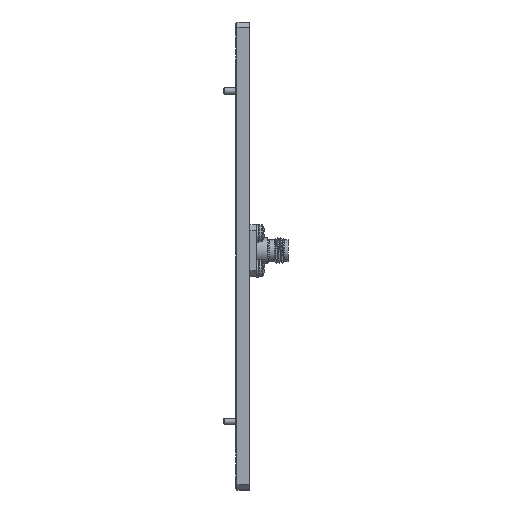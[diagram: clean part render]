
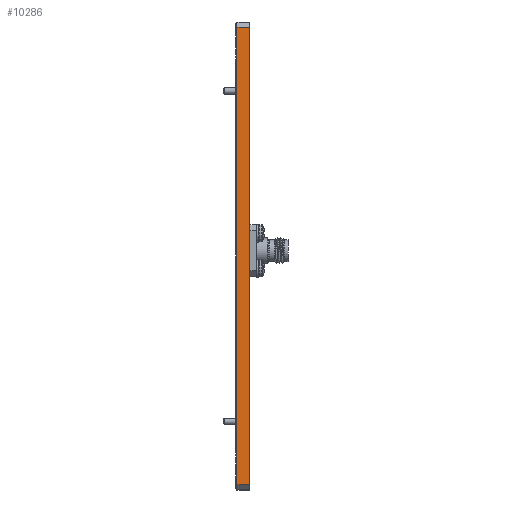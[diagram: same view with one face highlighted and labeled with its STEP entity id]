
A CAD part, left-side view. The second image highlights one B-rep face of the part: STEP entity #10286.
In plain terms, the highlighted planar face has unit normal (-1, 0, 0).
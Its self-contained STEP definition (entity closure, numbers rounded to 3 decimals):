
#123 = DIRECTION ( 'NONE',  ( 0., 0., 1. ) ) ;
#355 = VECTOR ( 'NONE', #123, 1000. ) ;
#586 = CARTESIAN_POINT ( 'NONE',  ( -128.247, 13.577, -42.973 ) ) ;
#1615 = CARTESIAN_POINT ( 'NONE',  ( -128.247, 13.577, 69.549 ) ) ;
#1701 = CARTESIAN_POINT ( 'NONE',  ( -128.247, 13.577, 70.819 ) ) ;
#1716 = EDGE_LOOP ( 'NONE', ( #13291, #6015, #2892, #10400 ) ) ;
#2263 = CARTESIAN_POINT ( 'NONE',  ( -128.247, 10.402, 70.819 ) ) ;
#2386 = AXIS2_PLACEMENT_3D ( 'NONE', #1701, #6037, #8401 ) ;
#2692 = FACE_OUTER_BOUND ( 'NONE', #1716, .T. ) ;
#2892 = ORIENTED_EDGE ( 'NONE', *, *, #4961, .T. ) ;
#3104 = DIRECTION ( 'NONE',  ( 0., 0., 1. ) ) ;
#3229 = EDGE_CURVE ( 'NONE', #9463, #7324, #7656, .T. ) ;
#3571 = CARTESIAN_POINT ( 'NONE',  ( -128.247, 10.402, -42.973 ) ) ;
#4961 = EDGE_CURVE ( 'NONE', #14611, #11474, #10360, .T. ) ;
#5442 = CARTESIAN_POINT ( 'NONE',  ( -128.247, 13.577, 70.819 ) ) ;
#5809 = CARTESIAN_POINT ( 'NONE',  ( -128.247, 13.577, -42.973 ) ) ;
#6015 = ORIENTED_EDGE ( 'NONE', *, *, #7828, .T. ) ;
#6037 = DIRECTION ( 'NONE',  ( 1., 0., 0. ) ) ;
#6118 = LINE ( 'NONE', #7499, #10630 ) ;
#7324 = VERTEX_POINT ( 'NONE', #1615 ) ;
#7499 = CARTESIAN_POINT ( 'NONE',  ( -128.247, 13.577, 69.549 ) ) ;
#7656 = LINE ( 'NONE', #5442, #10674 ) ;
#7828 = EDGE_CURVE ( 'NONE', #9463, #14611, #12857, .T. ) ;
#8099 = DIRECTION ( 'NONE',  ( 0., -1., 0. ) ) ;
#8401 = DIRECTION ( 'NONE',  ( 0., 0., -1. ) ) ;
#8595 = CARTESIAN_POINT ( 'NONE',  ( -128.247, 10.402, 69.549 ) ) ;
#9463 = VERTEX_POINT ( 'NONE', #586 ) ;
#10151 = VECTOR ( 'NONE', #8099, 1000. ) ;
#10286 = ADVANCED_FACE ( 'NONE', ( #2692 ), #12079, .F. ) ;
#10360 = LINE ( 'NONE', #2263, #355 ) ;
#10400 = ORIENTED_EDGE ( 'NONE', *, *, #15038, .T. ) ;
#10630 = VECTOR ( 'NONE', #10789, 1000. ) ;
#10674 = VECTOR ( 'NONE', #3104, 1000. ) ;
#10789 = DIRECTION ( 'NONE',  ( 0., 1., 0. ) ) ;
#11474 = VERTEX_POINT ( 'NONE', #8595 ) ;
#12079 = PLANE ( 'NONE',  #2386 ) ;
#12857 = LINE ( 'NONE', #5809, #10151 ) ;
#13291 = ORIENTED_EDGE ( 'NONE', *, *, #3229, .F. ) ;
#14611 = VERTEX_POINT ( 'NONE', #3571 ) ;
#15038 = EDGE_CURVE ( 'NONE', #11474, #7324, #6118, .T. ) ;
